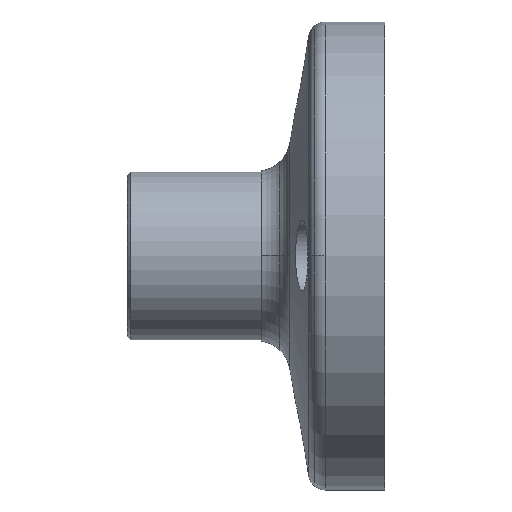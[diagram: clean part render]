
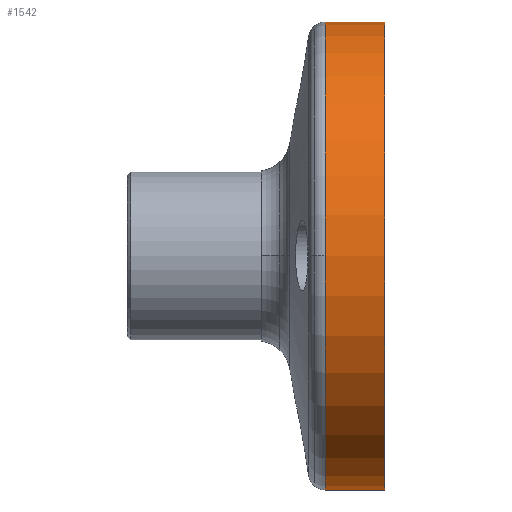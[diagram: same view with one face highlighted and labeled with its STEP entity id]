
A CAD part, top view. The second image highlights one B-rep face of the part: STEP entity #1542.
In plain terms, the highlighted cylindrical face has radius 35 mm (diameter 70 mm), a partial arc.
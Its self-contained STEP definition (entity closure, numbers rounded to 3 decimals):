
#112=CARTESIAN_POINT('',(1.5,0.,0.));
#113=DIRECTION('',(1.,0.,0.));
#114=DIRECTION('',(0.,1.,0.));
#115=AXIS2_PLACEMENT_3D('',#112,#113,#114);
#200=DIRECTION('',(1.,0.,0.));
#201=VECTOR('',#200,8.902);
#202=CARTESIAN_POINT('',(-7.402,-35.,0.));
#203=LINE('',#202,#201);
#207=DIRECTION('',(1.,0.,0.));
#208=VECTOR('',#207,8.902);
#209=CARTESIAN_POINT('',(-7.402,35.,0.));
#210=LINE('',#209,#208);
#246=CARTESIAN_POINT('',(-7.402,0.,0.));
#247=DIRECTION('',(-1.,0.,0.));
#248=DIRECTION('',(0.,-1.,0.));
#249=AXIS2_PLACEMENT_3D('',#246,#247,#248);
#262=CARTESIAN_POINT('',(-7.402,0.,0.));
#263=DIRECTION('',(-1.,0.,0.));
#264=DIRECTION('',(0.,0.,1.));
#265=AXIS2_PLACEMENT_3D('',#262,#263,#264);
#1258=CARTESIAN_POINT('',(-7.402,35.,0.));
#1259=CARTESIAN_POINT('',(1.5,35.,0.));
#1260=VERTEX_POINT('',#1258);
#1261=VERTEX_POINT('',#1259);
#1262=CARTESIAN_POINT('',(-7.402,-35.,0.));
#1263=CARTESIAN_POINT('',(1.5,-35.,0.));
#1264=VERTEX_POINT('',#1262);
#1265=VERTEX_POINT('',#1263);
#1352=CARTESIAN_POINT('',(-7.402,0.,35.));
#1353=VERTEX_POINT('',#1352);
#1530=CARTESIAN_POINT('',(-4.75,0.,0.));
#1531=DIRECTION('',(1.,0.,0.));
#1532=DIRECTION('',(0.,1.,0.));
#1533=AXIS2_PLACEMENT_3D('',#1530,#1531,#1532);
#1534=CYLINDRICAL_SURFACE('',#1533,35.);
#1535=ORIENTED_EDGE('',*,*,#1510,.T.);
#1536=ORIENTED_EDGE('',*,*,#1521,.T.);
#1537=ORIENTED_EDGE('',*,*,#1491,.T.);
#1538=ORIENTED_EDGE('',*,*,#1447,.T.);
#1539=ORIENTED_EDGE('',*,*,#1487,.F.);
#1540=EDGE_LOOP('',(#1535,#1536,#1537,#1538,#1539));
#1541=FACE_OUTER_BOUND('',#1540,.F.);
#1542=ADVANCED_FACE('',(#1541),#1534,.T.);
#116=CIRCLE('',#115,35.);
#250=CIRCLE('',#249,35.);
#266=CIRCLE('',#265,35.);
#1447=EDGE_CURVE('',#1261,#1265,#116,.T.);
#1487=EDGE_CURVE('',#1264,#1265,#203,.T.);
#1491=EDGE_CURVE('',#1260,#1261,#210,.T.);
#1510=EDGE_CURVE('',#1264,#1353,#250,.T.);
#1521=EDGE_CURVE('',#1353,#1260,#266,.T.);
